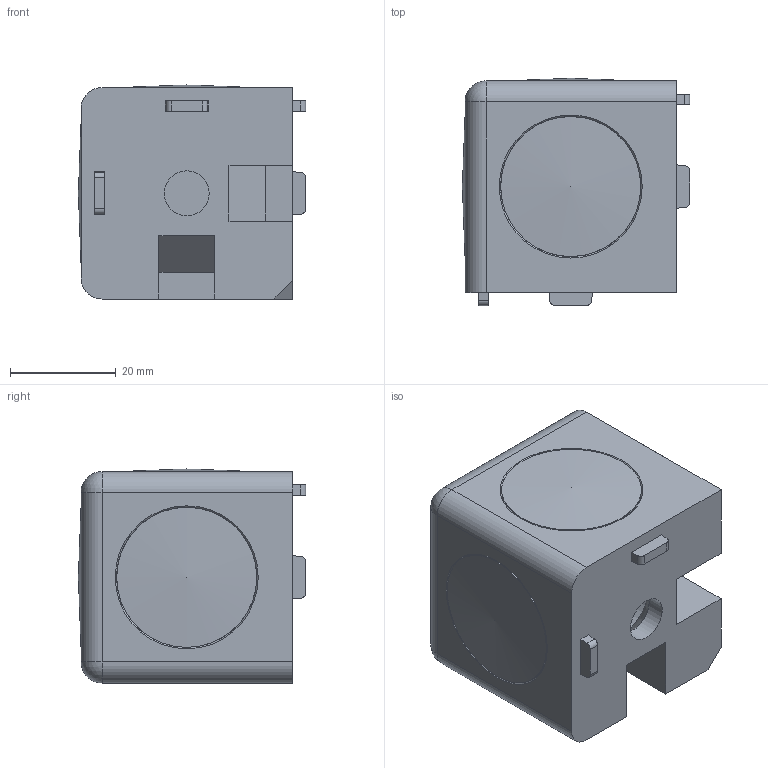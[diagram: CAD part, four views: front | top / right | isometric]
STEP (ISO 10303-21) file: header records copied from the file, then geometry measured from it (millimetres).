
FILE_DESCRIPTION( ( 'STEP AP203' ), '1' );
FILE_NAME( '093WW406N08.stp', '2021-11-22T12:26:46', ( 'License CC BY-ND 4.0' ), ( 'CADENAS' ), ' ', 'PARTsolutions', ' ' );
FILE_SCHEMA( ( 'CONFIG_CONTROL_DESIGN' ) );
Length unit declared in the file: millimetre
Products named in the file (3): 093WW406N08; _093WW406N08_body; _093WW406N08_cap
Assembly tree (4 placements, depth 2):
  093WW406N08
    _093WW406N08_body
    _093WW406N08_cap  x3
Bounding box: 43 x 43 x 40.5 mm (x, y, z)
Volume: 38087.2 mm3; surface area: 18199.4 mm2
Topology: 4 solids, 4 shells, 151 faces, 406 edges, 261 vertices
Faces by surface type: plane 48, cylinder 43, cone 30, torus 24, sphere 6
Full cylindrical faces by diameter (mm): 8.5 x3, 16.3 x3, 24 x3, 26.5 x3
Entity records: 3495 total; most frequent: CARTESIAN_POINT 979, DIRECTION 497, ORIENTED_EDGE 478, EDGE_CURVE 239, AXIS2_PLACEMENT_3D 188, VERTEX_POINT 166, EDGE_LOOP 134, LINE 121
